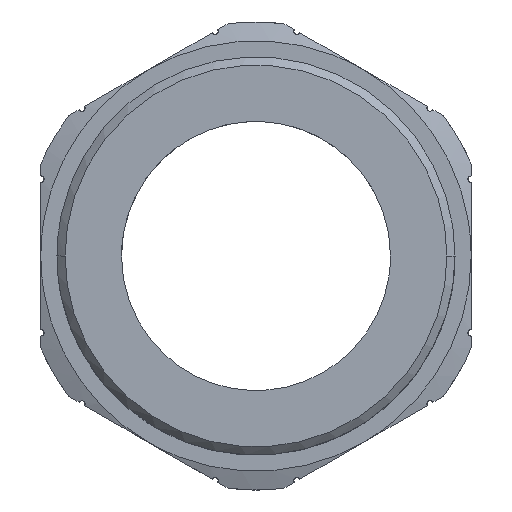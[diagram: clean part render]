
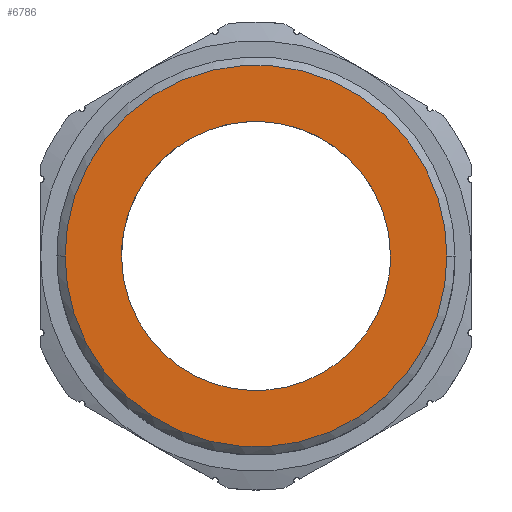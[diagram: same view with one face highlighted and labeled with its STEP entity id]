
A CAD part, front view. The second image highlights one B-rep face of the part: STEP entity #6786.
In plain terms, the highlighted free-form (B-spline) face has degree [1, 1] with [2, 2] control points.
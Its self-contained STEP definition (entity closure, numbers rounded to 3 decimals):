
#6661=CARTESIAN_POINT('V4',(12.5,-8.0,0.)
   );
#6662=VERTEX_POINT('V4',#6661);
#6668=CARTESIAN_POINT('V3',(-12.5,-8.0,0.)
   );
#6669=VERTEX_POINT('V3',#6668);
#6670=CARTESIAN_POINT('E4',(12.5,-8.0,0.0));
#6671=CARTESIAN_POINT('E4',(12.5,-8.0,
   12.5));
#6672=CARTESIAN_POINT('E4',(0.0,-8.0,12.5));
#6673=CARTESIAN_POINT('E4',(-12.5,-8.0,
   12.5));
#6674=CARTESIAN_POINT('E4',(-12.5,-8.0,0.0));
#6682=(BOUNDED_CURVE()B_SPLINE_CURVE(2,(#6670,#6671,#6672,#6673,
   #6674),.CIRCULAR_ARC.,.F.,.U.)B_SPLINE_CURVE_WITH_KNOTS((3,2,3),
   (0.0,0.5,1.0),.UNSPECIFIED.)CURVE()
   GEOMETRIC_REPRESENTATION_ITEM()RATIONAL_B_SPLINE_CURVE((1.0,
   0.707,1.0,0.707,1.0))REPRESENTATION_ITEM(
   'E4'));
#6683=EDGE_CURVE('E4',#6662,#6669,#6682,.T.);
#6723=CARTESIAN_POINT('E3',(-12.5,-8.0,0.0));
#6724=CARTESIAN_POINT('E3',(-12.5,-8.0,
   -12.5));
#6725=CARTESIAN_POINT('E3',(0.0,-8.0,-12.5));
#6726=CARTESIAN_POINT('E3',(12.5,-8.0,
   -12.5));
#6727=CARTESIAN_POINT('E3',(12.5,-8.0,0.0));
#6735=(BOUNDED_CURVE()B_SPLINE_CURVE(2,(#6723,#6724,#6725,#6726,
   #6727),.CIRCULAR_ARC.,.F.,.U.)B_SPLINE_CURVE_WITH_KNOTS((3,2,3),
   (0.0,0.5,1.0),.UNSPECIFIED.)CURVE()
   GEOMETRIC_REPRESENTATION_ITEM()RATIONAL_B_SPLINE_CURVE((1.0,
   0.707,1.0,0.707,1.0))REPRESENTATION_ITEM(
   'E3'));
#6736=EDGE_CURVE('E3',#6669,#6662,#6735,.T.);
#6741=CARTESIAN_POINT('F1',(19.514,-8.0,
   19.514));
#6742=CARTESIAN_POINT('F1',(-19.514,-8.0,
   19.514));
#6743=CARTESIAN_POINT('F1',(19.514,-8.0,
   -19.514));
#6744=CARTESIAN_POINT('F1',(-19.514,-8.0,
   -19.514));
#6745=QUASI_UNIFORM_SURFACE('F1',1,1,((#6741,#6743),(#6742,#6744)),
   .PLANE_SURF.,.F.,.F.,.U.);
#6746=CARTESIAN_POINT('V1',(17.74,-8.0,0.)
   );
#6747=VERTEX_POINT('V1',#6746);
#6748=CARTESIAN_POINT('V2',(-17.74,-8.0,0.)
   );
#6749=VERTEX_POINT('V2',#6748);
#6750=CARTESIAN_POINT('E1',(17.74,-8.0,0.0));
#6751=CARTESIAN_POINT('E1',(17.74,-8.0,
   -17.74));
#6752=CARTESIAN_POINT('E1',(0.0,-8.0,-17.74));
#6753=CARTESIAN_POINT('E1',(-17.74,-8.0,
   -17.74));
#6754=CARTESIAN_POINT('E1',(-17.74,-8.0,0.0));
#6762=(BOUNDED_CURVE()B_SPLINE_CURVE(2,(#6750,#6751,#6752,#6753,
   #6754),.CIRCULAR_ARC.,.F.,.U.)B_SPLINE_CURVE_WITH_KNOTS((3,2,3),
   (0.0,0.5,1.0),.UNSPECIFIED.)CURVE()
   GEOMETRIC_REPRESENTATION_ITEM()RATIONAL_B_SPLINE_CURVE((1.0,
   0.707,1.0,0.707,1.0))REPRESENTATION_ITEM(
   'E1'));
#6763=EDGE_CURVE('E1',#6747,#6749,#6762,.T.);
#6764=ORIENTED_EDGE('E1',*,*,#6763,.F.);
#6765=CARTESIAN_POINT('E2',(-17.74,-8.0,0.0));
#6766=CARTESIAN_POINT('E2',(-17.74,-8.0,
   17.74));
#6767=CARTESIAN_POINT('E2',(0.0,-8.0,17.74));
#6768=CARTESIAN_POINT('E2',(17.74,-8.0,
   17.74));
#6769=CARTESIAN_POINT('E2',(17.74,-8.0,0.0));
#6777=(BOUNDED_CURVE()B_SPLINE_CURVE(2,(#6765,#6766,#6767,#6768,
   #6769),.CIRCULAR_ARC.,.F.,.U.)B_SPLINE_CURVE_WITH_KNOTS((3,2,3),
   (0.0,0.5,1.0),.UNSPECIFIED.)CURVE()
   GEOMETRIC_REPRESENTATION_ITEM()RATIONAL_B_SPLINE_CURVE((1.0,
   0.707,1.0,0.707,1.0))REPRESENTATION_ITEM(
   'E2'));
#6778=EDGE_CURVE('E2',#6749,#6747,#6777,.T.);
#6779=ORIENTED_EDGE('E2',*,*,#6778,.F.);
#6780=EDGE_LOOP('F1',(#6764,#6779));
#6781=FACE_OUTER_BOUND('F1',#6780,.T.);
#6782=ORIENTED_EDGE('F2',*,*,#6736,.F.);
#6783=ORIENTED_EDGE('E4',*,*,#6683,.F.);
#6784=EDGE_LOOP('F1',(#6782,#6783));
#6785=FACE_BOUND('F1',#6784,.T.);
#6786=ADVANCED_FACE('F1',(#6781,#6785),#6745,.T.);
